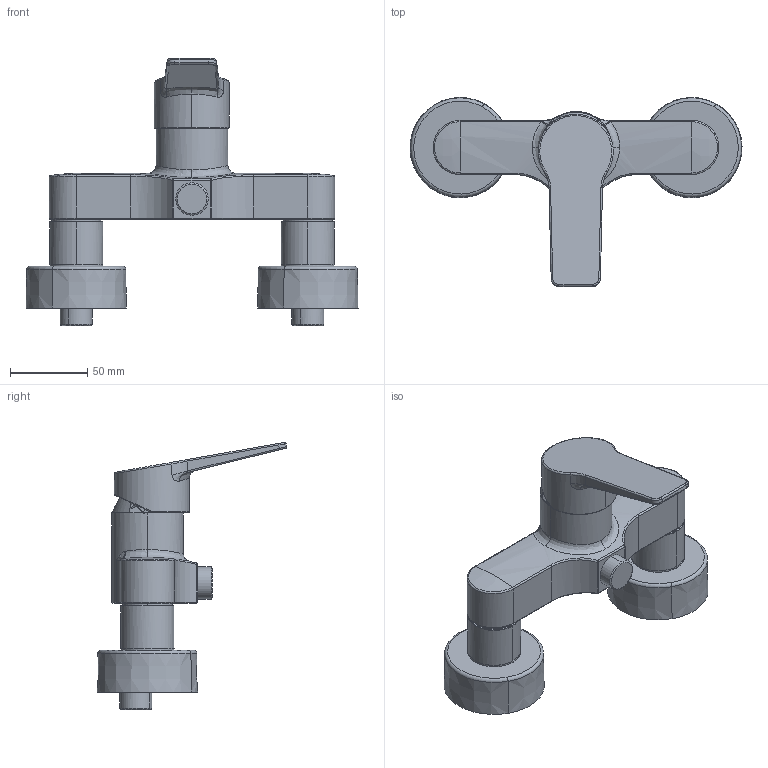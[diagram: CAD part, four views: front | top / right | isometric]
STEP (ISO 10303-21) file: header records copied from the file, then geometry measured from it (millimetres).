
FILE_DESCRIPTION (( 'STEP AP203' ), '1' );
FILE_NAME ('0967018333.STEP', '2021-01-14T09:34:11', ( '' ), ( '' ), 'SwSTEP 2.0', 'SolidWorks 2016', '' );
FILE_SCHEMA (( 'CONFIG_CONTROL_DESIGN' ));
Length unit declared in the file: millimetre
Products named in the file (1): 0967018333
Bounding box: 214.98 x 122.71 x 173.08 mm (x, y, z)
Volume: 489707.5 mm3; surface area: 89073.9 mm2
Topology: 1 solids, 1 shells, 280 faces, 688 edges, 412 vertices
Faces by surface type: bspline 96, cylinder 86, plane 49, torus 29, cone 10, sphere 10
Entity records: 15880 total; most frequent: CARTESIAN_POINT 10270, ORIENTED_EDGE 1304, DIRECTION 891, EDGE_CURVE 652, VERTEX_POINT 394, AXIS2_PLACEMENT_3D 365, EDGE_LOOP 294, B_SPLINE_CURVE_WITH_KNOTS 280
